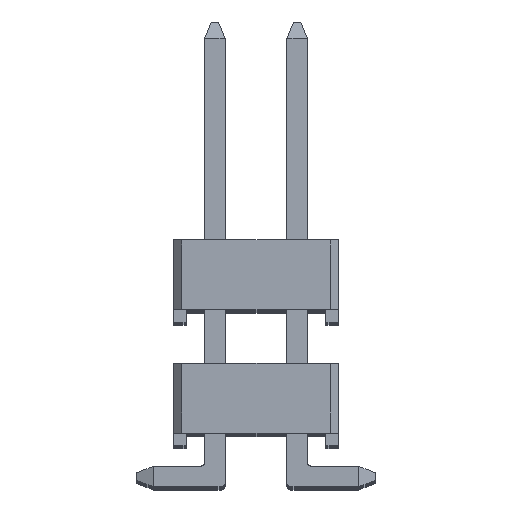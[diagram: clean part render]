
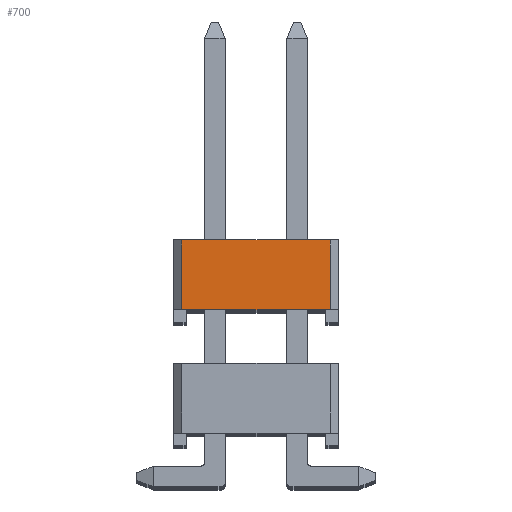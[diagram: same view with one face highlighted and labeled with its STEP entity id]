
A CAD part, top view. The second image highlights one B-rep face of the part: STEP entity #700.
In plain terms, the highlighted planar face has unit normal (0, 0, 1).
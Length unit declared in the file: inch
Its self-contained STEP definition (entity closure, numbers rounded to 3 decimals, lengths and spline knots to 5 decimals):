
#700 = ADVANCED_FACE ( 'NONE', ( #7858 ), #12463, .T. ) ;
#795 = VECTOR ( 'NONE', #3348, 39.37008 ) ;
#951 = CARTESIAN_POINT ( 'NONE',  ( -0.1, -0.035, 0.05 ) ) ;
#1567 = LINE ( 'NONE', #9791, #9351 ) ;
#2063 = CARTESIAN_POINT ( 'NONE',  ( -0.09, 0.05, 0.05 ) ) ;
#2279 = CARTESIAN_POINT ( 'NONE',  ( -0.09, -0.035, 0.05 ) ) ;
#2463 = EDGE_CURVE ( 'NONE', #7137, #3814, #15118, .T. ) ;
#3128 = CARTESIAN_POINT ( 'NONE',  ( -0.1, 0.05, 0.05 ) ) ;
#3257 = EDGE_CURVE ( 'NONE', #3814, #4513, #19825, .T. ) ;
#3348 = DIRECTION ( 'NONE',  ( -1., 0., 0. ) ) ;
#3529 = ORIENTED_EDGE ( 'NONE', *, *, #3257, .T. ) ;
#3658 = EDGE_CURVE ( 'NONE', #4513, #4296, #1567, .T. ) ;
#3814 = VERTEX_POINT ( 'NONE', #2063 ) ;
#4272 = ORIENTED_EDGE ( 'NONE', *, *, #18264, .T. ) ;
#4296 = VERTEX_POINT ( 'NONE', #19751 ) ;
#4513 = VERTEX_POINT ( 'NONE', #2279 ) ;
#4606 = AXIS2_PLACEMENT_3D ( 'NONE', #951, #15672, #13933 ) ;
#6507 = DIRECTION ( 'NONE',  ( 0., -1., 0. ) ) ;
#7131 = DIRECTION ( 'NONE',  ( 0., 1., 0. ) ) ;
#7137 = VERTEX_POINT ( 'NONE', #10542 ) ;
#7790 = ORIENTED_EDGE ( 'NONE', *, *, #2463, .T. ) ;
#7858 = FACE_OUTER_BOUND ( 'NONE', #14919, .T. ) ;
#8550 = ORIENTED_EDGE ( 'NONE', *, *, #3658, .T. ) ;
#9185 = CARTESIAN_POINT ( 'NONE',  ( 0.09, 0.05, 0.05 ) ) ;
#9351 = VECTOR ( 'NONE', #16368, 39.37008 ) ;
#9791 = CARTESIAN_POINT ( 'NONE',  ( -0.1, -0.035, 0.05 ) ) ;
#10542 = CARTESIAN_POINT ( 'NONE',  ( 0.09, 0.05, 0.05 ) ) ;
#12463 = PLANE ( 'NONE',  #4606 ) ;
#13123 = VECTOR ( 'NONE', #6507, 39.37008 ) ;
#13432 = VECTOR ( 'NONE', #7131, 39.37008 ) ;
#13933 = DIRECTION ( 'NONE',  ( 1., 0., 0. ) ) ;
#14919 = EDGE_LOOP ( 'NONE', ( #7790, #3529, #8550, #4272 ) ) ;
#14926 = LINE ( 'NONE', #9185, #13432 ) ;
#15118 = LINE ( 'NONE', #3128, #795 ) ;
#15672 = DIRECTION ( 'NONE',  ( 0., 0., 1. ) ) ;
#16368 = DIRECTION ( 'NONE',  ( 1., 0., 0. ) ) ;
#18264 = EDGE_CURVE ( 'NONE', #4296, #7137, #14926, .T. ) ;
#19217 = CARTESIAN_POINT ( 'NONE',  ( -0.09, -0.035, 0.05 ) ) ;
#19751 = CARTESIAN_POINT ( 'NONE',  ( 0.09, -0.035, 0.05 ) ) ;
#19825 = LINE ( 'NONE', #19217, #13123 ) ;
